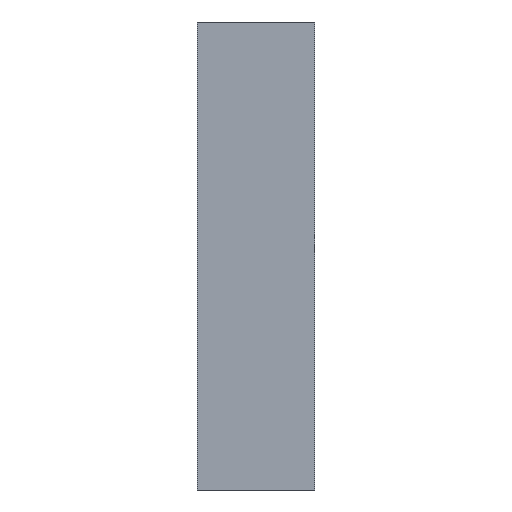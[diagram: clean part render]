
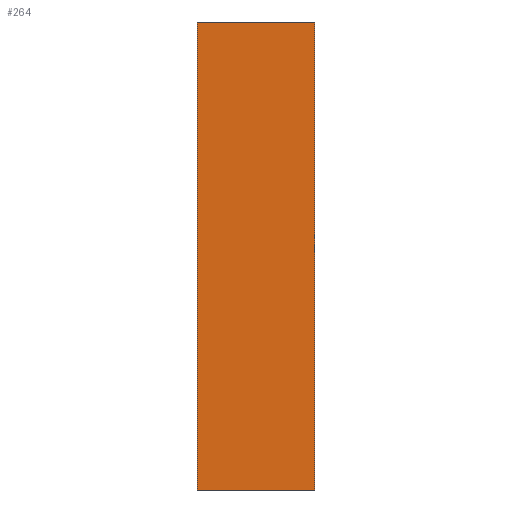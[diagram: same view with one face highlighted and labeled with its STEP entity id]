
A CAD part, front view. The second image highlights one B-rep face of the part: STEP entity #264.
In plain terms, the highlighted planar face has unit normal (0, -1, 0).
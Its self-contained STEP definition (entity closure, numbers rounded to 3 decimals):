
#21=PLANE('',#300);
#33=FACE_OUTER_BOUND('',#49,.T.);
#49=EDGE_LOOP('',(#210,#211,#212,#213));
#65=LINE('',#408,#91);
#71=LINE('',#428,#97);
#74=LINE('',#435,#100);
#75=LINE('',#436,#101);
#91=VECTOR('',#332,10.);
#97=VECTOR('',#348,10.);
#100=VECTOR('',#355,10.);
#101=VECTOR('',#356,10.);
#127=VERTEX_POINT('',#402);
#129=VERTEX_POINT('',#406);
#138=VERTEX_POINT('',#427);
#140=VERTEX_POINT('',#434);
#155=EDGE_CURVE('',#127,#129,#65,.T.);
#164=EDGE_CURVE('',#127,#138,#71,.T.);
#168=EDGE_CURVE('',#140,#138,#74,.T.);
#169=EDGE_CURVE('',#140,#129,#75,.T.);
#210=ORIENTED_EDGE('',*,*,#168,.T.);
#211=ORIENTED_EDGE('',*,*,#164,.F.);
#212=ORIENTED_EDGE('',*,*,#155,.T.);
#213=ORIENTED_EDGE('',*,*,#169,.F.);
#264=ADVANCED_FACE('',(#33),#21,.T.);
#300=AXIS2_PLACEMENT_3D('',#433,#353,#354);
#332=DIRECTION('',(0.,0.,1.));
#348=DIRECTION('',(-1.,0.,0.));
#353=DIRECTION('center_axis',(0.,-1.,0.));
#354=DIRECTION('ref_axis',(1.,0.,0.));
#355=DIRECTION('',(0.,0.,-1.));
#356=DIRECTION('',(1.,0.,0.));
#402=CARTESIAN_POINT('',(5.5,-16.1,0.));
#406=CARTESIAN_POINT('',(5.5,-16.1,20.));
#408=CARTESIAN_POINT('',(5.5,-16.1,0.));
#427=CARTESIAN_POINT('',(0.5,-16.1,0.));
#428=CARTESIAN_POINT('',(5.5,-16.1,0.));
#433=CARTESIAN_POINT('Origin',(-5.5,-16.1,0.));
#434=CARTESIAN_POINT('',(0.5,-16.1,20.));
#435=CARTESIAN_POINT('',(0.5,-16.1,10.));
#436=CARTESIAN_POINT('',(5.5,-16.1,20.));
